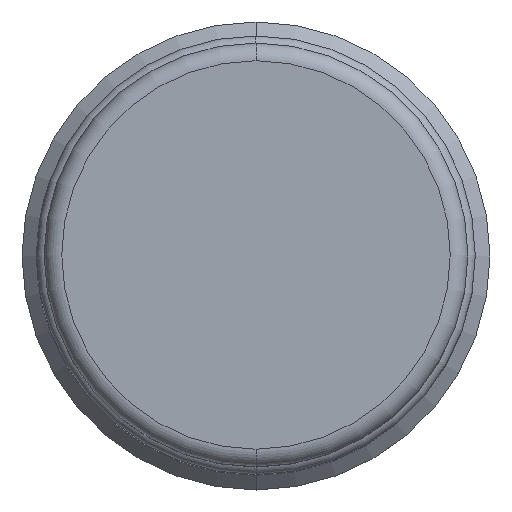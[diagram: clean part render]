
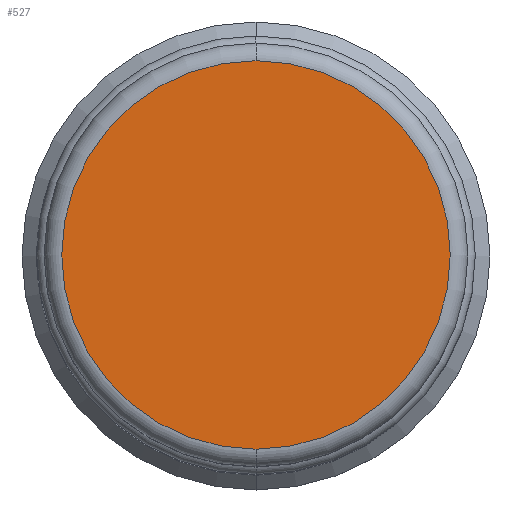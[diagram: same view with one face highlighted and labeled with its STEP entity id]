
A CAD part, top view. The second image highlights one B-rep face of the part: STEP entity #527.
In plain terms, the highlighted planar face has unit normal (0, 0, 1).
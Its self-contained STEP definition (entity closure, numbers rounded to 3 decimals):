
#268=CARTESIAN_POINT('',(0.,0.,5.));
#269=DIRECTION('',(0.,0.,-1.));
#270=DIRECTION('',(0.,1.,0.));
#271=AXIS2_PLACEMENT_3D('',#268,#269,#270);
#276=CARTESIAN_POINT('',(0.,0.,5.));
#277=DIRECTION('',(0.,0.,-1.));
#278=DIRECTION('',(0.,-1.,0.));
#279=AXIS2_PLACEMENT_3D('',#276,#277,#278);
#304=CARTESIAN_POINT('',(0.,-6.6,5.));
#305=VERTEX_POINT('',#304);
#306=CARTESIAN_POINT('',(0.,6.6,5.));
#307=VERTEX_POINT('',#306);
#518=CARTESIAN_POINT('',(0.,0.,5.));
#519=DIRECTION('',(0.,0.,-1.));
#520=DIRECTION('',(0.,-1.,0.));
#521=AXIS2_PLACEMENT_3D('',#518,#519,#520);
#522=PLANE('',#521);
#523=ORIENTED_EDGE('',*,*,#483,.T.);
#524=ORIENTED_EDGE('',*,*,#506,.T.);
#525=EDGE_LOOP('',(#523,#524));
#526=FACE_OUTER_BOUND('',#525,.F.);
#272=CIRCLE('',#271,6.6);
#280=CIRCLE('',#279,6.6);
#483=EDGE_CURVE('',#307,#305,#272,.T.);
#506=EDGE_CURVE('',#305,#307,#280,.T.);
#527=ADVANCED_FACE('',(#526),#522,.F.);
